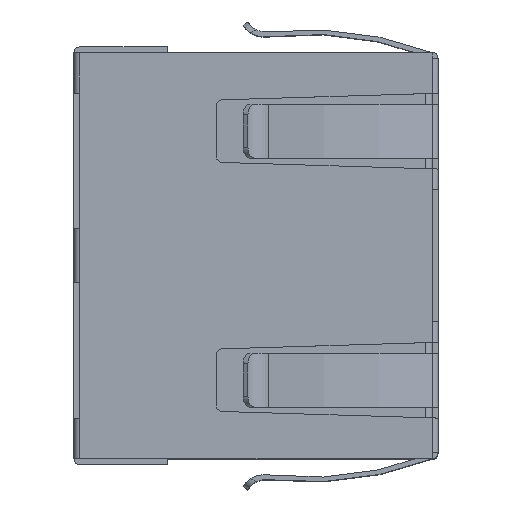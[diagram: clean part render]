
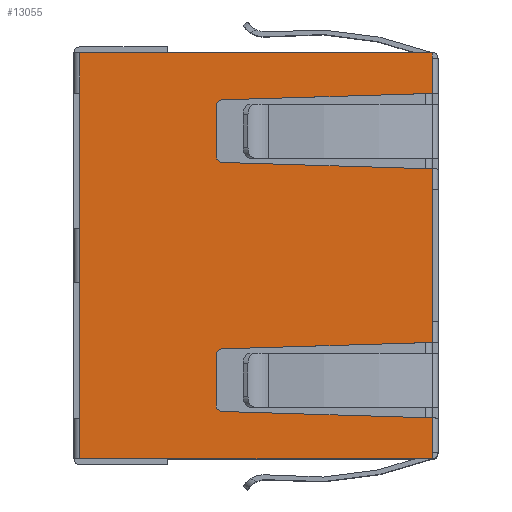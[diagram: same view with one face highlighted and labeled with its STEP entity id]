
A CAD part, top view. The second image highlights one B-rep face of the part: STEP entity #13055.
In plain terms, the highlighted planar face has unit normal (0, 0, 1).
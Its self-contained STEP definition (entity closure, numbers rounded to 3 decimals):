
#256=CIRCLE('',#13930,0.25);
#257=CIRCLE('',#13931,0.25);
#258=CIRCLE('',#13932,0.25);
#259=CIRCLE('',#13933,0.25);
#2926=ORIENTED_EDGE('',*,*,#5670,.T.);
#2927=ORIENTED_EDGE('',*,*,#5684,.T.);
#2928=ORIENTED_EDGE('',*,*,#5685,.T.);
#2929=ORIENTED_EDGE('',*,*,#5686,.T.);
#2930=ORIENTED_EDGE('',*,*,#5687,.T.);
#2931=ORIENTED_EDGE('',*,*,#5688,.T.);
#2932=ORIENTED_EDGE('',*,*,#5665,.T.);
#2933=ORIENTED_EDGE('',*,*,#5689,.T.);
#2934=ORIENTED_EDGE('',*,*,#5690,.T.);
#2935=ORIENTED_EDGE('',*,*,#5691,.T.);
#2936=ORIENTED_EDGE('',*,*,#5692,.T.);
#2937=ORIENTED_EDGE('',*,*,#5693,.T.);
#2938=ORIENTED_EDGE('',*,*,#5694,.T.);
#2939=ORIENTED_EDGE('',*,*,#5695,.T.);
#2940=ORIENTED_EDGE('',*,*,#5696,.T.);
#2941=ORIENTED_EDGE('',*,*,#5558,.T.);
#2942=ORIENTED_EDGE('',*,*,#5697,.T.);
#2943=ORIENTED_EDGE('',*,*,#5552,.T.);
#2944=ORIENTED_EDGE('',*,*,#5698,.T.);
#2945=ORIENTED_EDGE('',*,*,#5568,.T.);
#2946=ORIENTED_EDGE('',*,*,#5699,.T.);
#2947=ORIENTED_EDGE('',*,*,#5700,.T.);
#5552=EDGE_CURVE('',#7110,#7111,#8648,.T.);
#5558=EDGE_CURVE('',#7117,#7116,#8651,.T.);
#5568=EDGE_CURVE('',#7126,#7127,#8656,.T.);
#5665=EDGE_CURVE('',#7218,#7217,#8726,.T.);
#5670=EDGE_CURVE('',#7221,#7220,#8729,.T.);
#5684=EDGE_CURVE('',#7220,#7232,#8736,.T.);
#5685=EDGE_CURVE('',#7232,#7233,#256,.F.);
#5686=EDGE_CURVE('',#7233,#7234,#8737,.T.);
#5687=EDGE_CURVE('',#7234,#7235,#257,.F.);
#5688=EDGE_CURVE('',#7235,#7218,#8738,.T.);
#5689=EDGE_CURVE('',#7217,#7236,#8739,.T.);
#5690=EDGE_CURVE('',#7236,#7237,#258,.F.);
#5691=EDGE_CURVE('',#7237,#7238,#8740,.T.);
#5692=EDGE_CURVE('',#7238,#7239,#259,.F.);
#5693=EDGE_CURVE('',#7239,#7240,#8741,.T.);
#5694=EDGE_CURVE('',#7240,#7241,#8742,.T.);
#5695=EDGE_CURVE('',#7241,#7242,#8743,.T.);
#5696=EDGE_CURVE('',#7242,#7117,#8744,.T.);
#5697=EDGE_CURVE('',#7116,#7110,#8745,.T.);
#5698=EDGE_CURVE('',#7111,#7126,#8746,.T.);
#5699=EDGE_CURVE('',#7127,#7243,#8747,.T.);
#5700=EDGE_CURVE('',#7243,#7221,#8748,.T.);
#7110=VERTEX_POINT('',#20192);
#7111=VERTEX_POINT('',#20193);
#7116=VERTEX_POINT('',#20204);
#7117=VERTEX_POINT('',#20206);
#7126=VERTEX_POINT('',#20228);
#7127=VERTEX_POINT('',#20229);
#7217=VERTEX_POINT('',#20423);
#7218=VERTEX_POINT('',#20425);
#7220=VERTEX_POINT('',#20432);
#7221=VERTEX_POINT('',#20434);
#7232=VERTEX_POINT('',#20462);
#7233=VERTEX_POINT('',#20464);
#7234=VERTEX_POINT('',#20466);
#7235=VERTEX_POINT('',#20468);
#7236=VERTEX_POINT('',#20471);
#7237=VERTEX_POINT('',#20473);
#7238=VERTEX_POINT('',#20475);
#7239=VERTEX_POINT('',#20477);
#7240=VERTEX_POINT('',#20479);
#7241=VERTEX_POINT('',#20481);
#7242=VERTEX_POINT('',#20483);
#7243=VERTEX_POINT('',#20488);
#8648=LINE('',#20191,#10216);
#8651=LINE('',#20205,#10219);
#8656=LINE('',#20227,#10224);
#8726=LINE('',#20424,#10294);
#8729=LINE('',#20433,#10297);
#8736=LINE('',#20461,#10304);
#8737=LINE('',#20465,#10305);
#8738=LINE('',#20469,#10306);
#8739=LINE('',#20470,#10307);
#8740=LINE('',#20474,#10308);
#8741=LINE('',#20478,#10309);
#8742=LINE('',#20480,#10310);
#8743=LINE('',#20482,#10311);
#8744=LINE('',#20484,#10312);
#8745=LINE('',#20485,#10313);
#8746=LINE('',#20486,#10314);
#8747=LINE('',#20487,#10315);
#8748=LINE('',#20489,#10316);
#10216=VECTOR('',#16346,1000.);
#10219=VECTOR('',#16357,1000.);
#10224=VECTOR('',#16378,1000.);
#10294=VECTOR('',#16518,1000.);
#10297=VECTOR('',#16527,1000.);
#10304=VECTOR('',#16554,1000.);
#10305=VECTOR('',#16557,1000.);
#10306=VECTOR('',#16560,1000.);
#10307=VECTOR('',#16561,1000.);
#10308=VECTOR('',#16564,1000.);
#10309=VECTOR('',#16567,1000.);
#10310=VECTOR('',#16568,1000.);
#10311=VECTOR('',#16569,1000.);
#10312=VECTOR('',#16570,1000.);
#10313=VECTOR('',#16571,1000.);
#10314=VECTOR('',#16572,1000.);
#10315=VECTOR('',#16573,1000.);
#10316=VECTOR('',#16574,1000.);
#11194=EDGE_LOOP('',(#2926,#2927,#2928,#2929,#2930,#2931,#2932,#2933,#2934,
#2935,#2936,#2937,#2938,#2939,#2940,#2941,#2942,#2943,#2944,#2945,#2946,
#2947));
#11894=FACE_BOUND('',#11194,.T.);
#12511=PLANE('',#13929);
#13055=ADVANCED_FACE('',(#11894),#12511,.T.);
#13929=AXIS2_PLACEMENT_3D('',#20460,#16552,#16553);
#13930=AXIS2_PLACEMENT_3D('',#20463,#16555,#16556);
#13931=AXIS2_PLACEMENT_3D('',#20467,#16558,#16559);
#13932=AXIS2_PLACEMENT_3D('',#20472,#16562,#16563);
#13933=AXIS2_PLACEMENT_3D('',#20476,#16565,#16566);
#16346=DIRECTION('',(-1.,0.,0.));
#16357=DIRECTION('',(-1.,0.,0.));
#16378=DIRECTION('',(-1.,0.,0.));
#16518=DIRECTION('',(1.,0.,0.));
#16527=DIRECTION('',(1.,0.,0.));
#16552=DIRECTION('',(0.,0.,1.));
#16553=DIRECTION('',(0.,-1.,0.));
#16554=DIRECTION('',(0.03,1.,0.));
#16555=DIRECTION('',(0.,0.,1.));
#16556=DIRECTION('',(0.,-1.,0.));
#16557=DIRECTION('',(1.,0.,0.));
#16558=DIRECTION('',(0.,0.,1.));
#16559=DIRECTION('',(0.,-1.,0.));
#16560=DIRECTION('',(0.03,-1.,0.));
#16561=DIRECTION('',(0.03,1.,0.));
#16562=DIRECTION('',(0.,0.,1.));
#16563=DIRECTION('',(0.,-1.,0.));
#16564=DIRECTION('',(1.,0.,0.));
#16565=DIRECTION('',(0.,0.,1.));
#16566=DIRECTION('',(0.,-1.,0.));
#16567=DIRECTION('',(0.03,-1.,0.));
#16568=DIRECTION('',(1.,0.,0.));
#16569=DIRECTION('',(1.,0.,0.));
#16570=DIRECTION('',(0.,1.,0.));
#16571=DIRECTION('',(-1.,0.,0.));
#16572=DIRECTION('',(-1.,0.,0.));
#16573=DIRECTION('',(0.,-1.,0.));
#16574=DIRECTION('',(1.,0.,0.));
#20191=CARTESIAN_POINT('',(7.5,13.24,7.17));
#20192=CARTESIAN_POINT('',(1.,13.24,7.17));
#20193=CARTESIAN_POINT('',(-1.,13.24,7.17));
#20204=CARTESIAN_POINT('',(6.,13.24,7.17));
#20205=CARTESIAN_POINT('',(7.5,13.24,7.17));
#20206=CARTESIAN_POINT('',(7.5,13.24,7.17));
#20227=CARTESIAN_POINT('',(7.5,13.24,7.17));
#20228=CARTESIAN_POINT('',(-6.,13.24,7.17));
#20229=CARTESIAN_POINT('',(-7.5,13.24,7.17));
#20423=CARTESIAN_POINT('',(3.206,0.21,7.17));
#20424=CARTESIAN_POINT('',(-7.5,0.21,7.17));
#20425=CARTESIAN_POINT('',(-3.206,0.21,7.17));
#20432=CARTESIAN_POINT('',(-5.994,0.21,7.17));
#20433=CARTESIAN_POINT('',(-7.5,0.21,7.17));
#20434=CARTESIAN_POINT('',(-7.29,0.21,7.17));
#20460=CARTESIAN_POINT('',(0.,0.,7.17));
#20461=CARTESIAN_POINT('',(-6.,0.,7.17));
#20462=CARTESIAN_POINT('',(-5.757,7.958,7.17));
#20463=CARTESIAN_POINT('',(-5.508,7.95,7.17));
#20464=CARTESIAN_POINT('',(-5.508,8.2,7.17));
#20465=CARTESIAN_POINT('',(-5.75,8.2,7.17));
#20466=CARTESIAN_POINT('',(-3.692,8.2,7.17));
#20467=CARTESIAN_POINT('',(-3.692,7.95,7.17));
#20468=CARTESIAN_POINT('',(-3.443,7.958,7.17));
#20469=CARTESIAN_POINT('',(-3.45,8.2,7.17));
#20470=CARTESIAN_POINT('',(3.45,8.2,7.17));
#20471=CARTESIAN_POINT('',(3.443,7.958,7.17));
#20472=CARTESIAN_POINT('',(3.692,7.95,7.17));
#20473=CARTESIAN_POINT('',(3.692,8.2,7.17));
#20474=CARTESIAN_POINT('',(3.45,8.2,7.17));
#20475=CARTESIAN_POINT('',(5.508,8.2,7.17));
#20476=CARTESIAN_POINT('',(5.508,7.95,7.17));
#20477=CARTESIAN_POINT('',(5.757,7.958,7.17));
#20478=CARTESIAN_POINT('',(6.,0.,7.17));
#20479=CARTESIAN_POINT('',(5.994,0.21,7.17));
#20480=CARTESIAN_POINT('',(-7.5,0.21,7.17));
#20481=CARTESIAN_POINT('',(7.29,0.21,7.17));
#20482=CARTESIAN_POINT('',(-7.5,0.21,7.17));
#20483=CARTESIAN_POINT('',(7.5,0.21,7.17));
#20484=CARTESIAN_POINT('',(7.5,0.15,7.17));
#20485=CARTESIAN_POINT('',(6.,13.24,7.17));
#20486=CARTESIAN_POINT('',(-1.,13.24,7.17));
#20487=CARTESIAN_POINT('',(-7.5,0.15,7.17));
#20488=CARTESIAN_POINT('',(-7.5,0.21,7.17));
#20489=CARTESIAN_POINT('',(-7.5,0.21,7.17));
